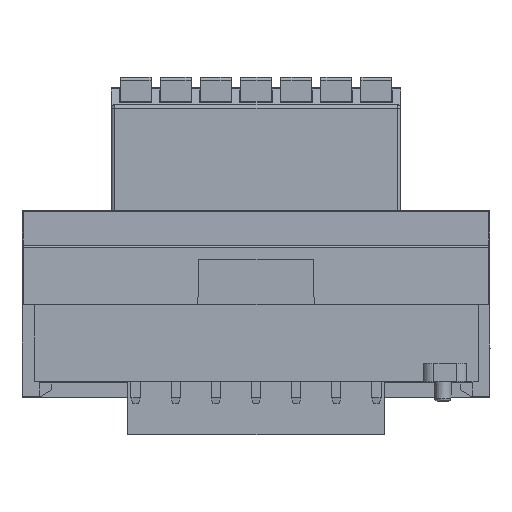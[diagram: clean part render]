
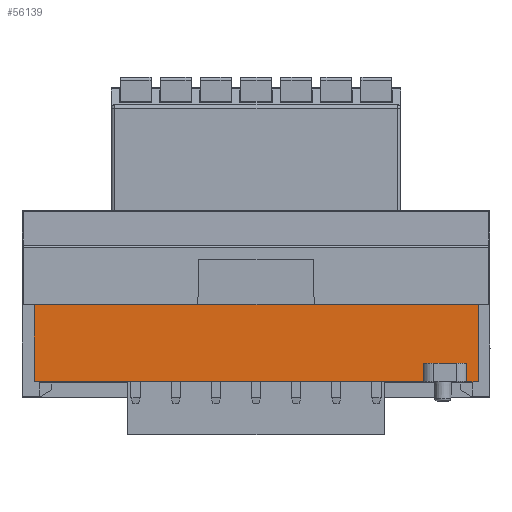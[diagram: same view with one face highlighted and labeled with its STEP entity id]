
A CAD part, top view. The second image highlights one B-rep face of the part: STEP entity #56139.
In plain terms, the highlighted planar face has unit normal (0, 0, 1).
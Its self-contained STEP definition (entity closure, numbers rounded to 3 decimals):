
#30471=DIRECTION('',(1.,0.,0.));
#30472=VECTOR('',#30471,33.992);
#30473=CARTESIAN_POINT('',(17.751,11.,13.514));
#30474=LINE('',#30473,#30472);
#30489=DIRECTION('',(1.,0.,0.));
#30490=VECTOR('',#30489,1.038);
#30491=CARTESIAN_POINT('',(55.457,11.,13.514));
#30492=LINE('',#30491,#30490);
#31856=DIRECTION('',(0.,1.,0.));
#31857=VECTOR('',#31856,6.7);
#31858=CARTESIAN_POINT('',(56.496,11.,13.514));
#31859=LINE('',#31858,#31857);
#32263=DIRECTION('',(0.,1.,0.));
#32264=VECTOR('',#32263,6.7);
#32265=CARTESIAN_POINT('',(17.751,11.,13.514));
#32266=LINE('',#32265,#32264);
#32267=DIRECTION('',(1.,0.,0.));
#32268=VECTOR('',#32267,0.516);
#32269=CARTESIAN_POINT('',(17.751,17.7,13.514));
#32270=LINE('',#32269,#32268);
#32271=DIRECTION('',(0.005,1.,0.));
#32272=VECTOR('',#32271,6.4);
#32273=CARTESIAN_POINT('',(18.266,17.7,13.514));
#32274=LINE('',#32273,#32272);
#32275=DIRECTION('',(1.,0.,0.));
#32276=VECTOR('',#32275,37.6);
#32277=CARTESIAN_POINT('',(18.3,24.1,13.514));
#32278=LINE('',#32277,#32276);
#32279=DIRECTION('',(0.005,-1.,0.));
#32280=VECTOR('',#32279,6.4);
#32281=CARTESIAN_POINT('',(55.9,24.1,13.514));
#32282=LINE('',#32281,#32280);
#32283=DIRECTION('',(1.,0.,0.));
#32284=VECTOR('',#32283,0.562);
#32285=CARTESIAN_POINT('',(55.934,17.7,13.514));
#32286=LINE('',#32285,#32284);
#32287=DIRECTION('',(1.,0.,0.));
#32288=VECTOR('',#32287,3.715);
#32289=CARTESIAN_POINT('',(51.743,12.6,13.514));
#32290=LINE('',#32289,#32288);
#32305=DIRECTION('',(0.,-1.,0.));
#32306=VECTOR('',#32305,1.6);
#32307=CARTESIAN_POINT('',(55.457,12.6,13.514));
#32308=LINE('',#32307,#32306);
#32313=DIRECTION('',(0.,1.,0.));
#32314=VECTOR('',#32313,1.6);
#32315=CARTESIAN_POINT('',(51.743,11.,13.514));
#32316=LINE('',#32315,#32314);
#44409=CARTESIAN_POINT('',(56.496,11.,13.514));
#44410=VERTEX_POINT('',#44409);
#44411=CARTESIAN_POINT('',(56.496,17.7,13.514));
#44412=VERTEX_POINT('',#44411);
#44451=CARTESIAN_POINT('',(17.751,11.,13.514));
#44452=VERTEX_POINT('',#44451);
#44453=CARTESIAN_POINT('',(51.743,11.,13.514));
#44454=VERTEX_POINT('',#44453);
#44459=CARTESIAN_POINT('',(55.457,11.,13.514));
#44460=VERTEX_POINT('',#44459);
#44611=CARTESIAN_POINT('',(51.743,12.6,13.514));
#44612=CARTESIAN_POINT('',(55.457,12.6,13.514));
#44613=VERTEX_POINT('',#44611);
#44614=VERTEX_POINT('',#44612);
#47634=CARTESIAN_POINT('',(17.751,17.7,13.514));
#47635=VERTEX_POINT('',#47634);
#47636=CARTESIAN_POINT('',(18.266,17.7,13.514));
#47637=VERTEX_POINT('',#47636);
#47638=CARTESIAN_POINT('',(18.3,24.1,13.514));
#47639=VERTEX_POINT('',#47638);
#47640=CARTESIAN_POINT('',(55.9,24.1,13.514));
#47641=VERTEX_POINT('',#47640);
#47642=CARTESIAN_POINT('',(55.934,17.7,13.514));
#47643=VERTEX_POINT('',#47642);
#56113=CARTESIAN_POINT('',(56.496,24.1,13.514));
#56114=DIRECTION('',(0.,0.,1.));
#56115=DIRECTION('',(-1.,0.,0.));
#56116=AXIS2_PLACEMENT_3D('',#56113,#56114,#56115);
#56117=PLANE('',#56116);
#56119=ORIENTED_EDGE('',*,*,#56118,.F.);
#56121=ORIENTED_EDGE('',*,*,#56120,.F.);
#56122=ORIENTED_EDGE('',*,*,#52548,.F.);
#56124=ORIENTED_EDGE('',*,*,#56123,.T.);
#56125=ORIENTED_EDGE('',*,*,#54895,.T.);
#56127=ORIENTED_EDGE('',*,*,#56126,.T.);
#56129=ORIENTED_EDGE('',*,*,#56128,.T.);
#56131=ORIENTED_EDGE('',*,*,#56130,.T.);
#56132=ORIENTED_EDGE('',*,*,#54879,.T.);
#56133=ORIENTED_EDGE('',*,*,#54934,.F.);
#56134=ORIENTED_EDGE('',*,*,#52556,.F.);
#56136=ORIENTED_EDGE('',*,*,#56135,.F.);
#56137=EDGE_LOOP('',(#56119,#56121,#56122,#56124,#56125,#56127,#56129,#56131,
#56132,#56133,#56134,#56136));
#56138=FACE_OUTER_BOUND('',#56137,.F.);
#56139=ADVANCED_FACE('',(#56138),#56117,.T.);
#52548=EDGE_CURVE('',#44452,#44454,#30474,.T.);
#52556=EDGE_CURVE('',#44460,#44410,#30492,.T.);
#54879=EDGE_CURVE('',#47643,#44412,#32286,.T.);
#54895=EDGE_CURVE('',#47635,#47637,#32270,.T.);
#54934=EDGE_CURVE('',#44410,#44412,#31859,.T.);
#56118=EDGE_CURVE('',#44613,#44614,#32290,.T.);
#56120=EDGE_CURVE('',#44454,#44613,#32316,.T.);
#56123=EDGE_CURVE('',#44452,#47635,#32266,.T.);
#56126=EDGE_CURVE('',#47637,#47639,#32274,.T.);
#56128=EDGE_CURVE('',#47639,#47641,#32278,.T.);
#56130=EDGE_CURVE('',#47641,#47643,#32282,.T.);
#56135=EDGE_CURVE('',#44614,#44460,#32308,.T.);
